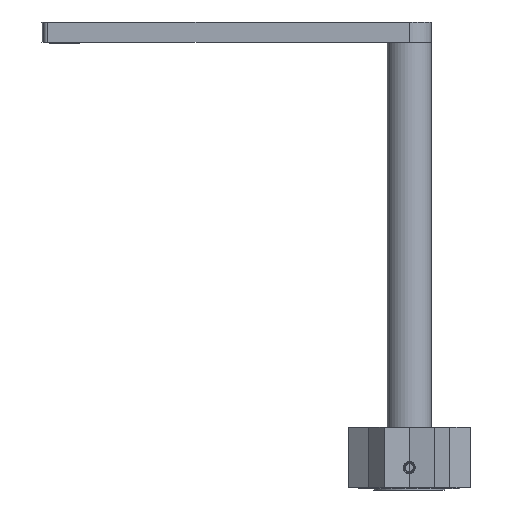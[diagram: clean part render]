
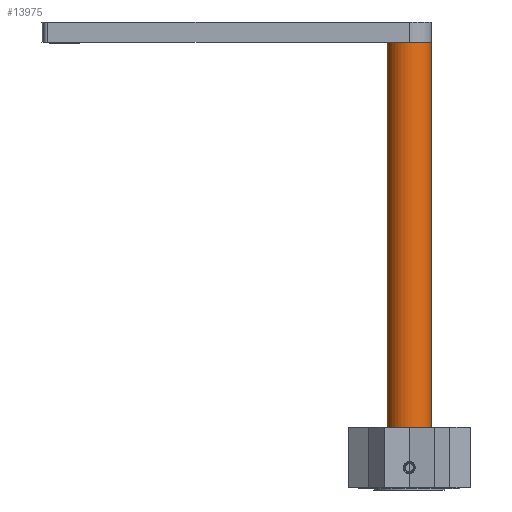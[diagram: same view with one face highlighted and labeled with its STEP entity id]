
A CAD part, left-side view. The second image highlights one B-rep face of the part: STEP entity #13975.
In plain terms, the highlighted cylindrical face has radius 11 mm (diameter 22 mm), a partial arc.
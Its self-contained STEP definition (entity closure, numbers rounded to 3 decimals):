
#13887=CARTESIAN_POINT('Axis2P3D Location',(0.,0.,130.15)) ;
#13892=CARTESIAN_POINT('Line Origine',(0.,11.,130.15)) ;
#13896=CARTESIAN_POINT('Vertex',(0.,11.,238.3)) ;
#13898=CARTESIAN_POINT('Vertex',(0.,11.,22.)) ;
#13905=CARTESIAN_POINT('Vertex',(0.,-11.,238.3)) ;
#13908=CARTESIAN_POINT('Line Origine',(0.,-11.,130.15)) ;
#13912=CARTESIAN_POINT('Vertex',(0.,-11.,22.)) ;
#13936=CARTESIAN_POINT('Control Point',(0.,-11.,238.3)) ;
#13937=CARTESIAN_POINT('Control Point',(-1.728,-11.,238.3)) ;
#13938=CARTESIAN_POINT('Control Point',(-3.456,-10.661,238.3)) ;
#13939=CARTESIAN_POINT('Control Point',(-5.095,-9.982,238.3)) ;
#13940=CARTESIAN_POINT('Control Point',(-8.018,-8.018,238.3)) ;
#13941=CARTESIAN_POINT('Control Point',(-9.982,-5.095,238.3)) ;
#13942=CARTESIAN_POINT('Control Point',(-10.661,-3.456,238.3)) ;
#13943=CARTESIAN_POINT('Control Point',(-11.339,0.,238.3)) ;
#13944=CARTESIAN_POINT('Control Point',(-10.661,3.456,238.3)) ;
#13945=CARTESIAN_POINT('Control Point',(-9.982,5.095,238.3)) ;
#13946=CARTESIAN_POINT('Control Point',(-8.018,8.018,238.3)) ;
#13947=CARTESIAN_POINT('Control Point',(-5.095,9.982,238.3)) ;
#13948=CARTESIAN_POINT('Control Point',(-3.456,10.661,238.3)) ;
#13949=CARTESIAN_POINT('Control Point',(-1.728,11.,238.3)) ;
#13950=CARTESIAN_POINT('Control Point',(0.,11.,238.3)) ;
#13953=CARTESIAN_POINT('Control Point',(0.,-11.,22.)) ;
#13954=CARTESIAN_POINT('Control Point',(-1.728,-11.,22.)) ;
#13955=CARTESIAN_POINT('Control Point',(-3.456,-10.661,22.)) ;
#13956=CARTESIAN_POINT('Control Point',(-5.095,-9.982,22.)) ;
#13957=CARTESIAN_POINT('Control Point',(-8.018,-8.018,22.)) ;
#13958=CARTESIAN_POINT('Control Point',(-9.982,-5.095,22.)) ;
#13959=CARTESIAN_POINT('Control Point',(-10.661,-3.456,22.)) ;
#13960=CARTESIAN_POINT('Control Point',(-11.339,0.,22.)) ;
#13961=CARTESIAN_POINT('Control Point',(-10.661,3.456,22.)) ;
#13962=CARTESIAN_POINT('Control Point',(-9.982,5.095,22.)) ;
#13963=CARTESIAN_POINT('Control Point',(-8.018,8.018,22.)) ;
#13964=CARTESIAN_POINT('Control Point',(-5.095,9.982,22.)) ;
#13965=CARTESIAN_POINT('Control Point',(-3.456,10.661,22.)) ;
#13966=CARTESIAN_POINT('Control Point',(-1.728,11.,22.)) ;
#13967=CARTESIAN_POINT('Control Point',(0.,11.,22.)) ;
#13894=VECTOR('Line Direction',#13893,1.) ;
#13910=VECTOR('Line Direction',#13909,1.) ;
#13888=DIRECTION('Axis2P3D Direction',(0.,0.,-1.)) ;
#13889=DIRECTION('Axis2P3D XDirection',(0.,1.,0.)) ;
#13893=DIRECTION('Vector Direction',(0.,0.,-1.)) ;
#13909=DIRECTION('Vector Direction',(0.,0.,-1.)) ;
#13890=AXIS2_PLACEMENT_3D('Cylinder Axis2P3D',#13887,#13888,#13889) ;
#13895=LINE('Line',#13892,#13894) ;
#13911=LINE('Line',#13908,#13910) ;
#13891=CYLINDRICAL_SURFACE('generated cylinder',#13890,11.) ;
#13900=EDGE_CURVE('',#13897,#13899,#13895,.T.) ;
#13914=EDGE_CURVE('',#13906,#13913,#13911,.T.) ;
#13951=EDGE_CURVE('',#13906,#13897,#13935,.T.) ;
#13968=EDGE_CURVE('',#13913,#13899,#13952,.T.) ;
#13970=ORIENTED_EDGE('',*,*,#13914,.F.) ;
#13971=ORIENTED_EDGE('',*,*,#13951,.T.) ;
#13972=ORIENTED_EDGE('',*,*,#13900,.T.) ;
#13973=ORIENTED_EDGE('',*,*,#13968,.F.) ;
#13969=EDGE_LOOP('',(#13970,#13971,#13972,#13973)) ;
#13897=VERTEX_POINT('',#13896) ;
#13899=VERTEX_POINT('',#13898) ;
#13906=VERTEX_POINT('',#13905) ;
#13913=VERTEX_POINT('',#13912) ;
#13975=ADVANCED_FACE('P46975.1\\PartBody.1',(#13974),#13891,.T.) ;
#13935=B_SPLINE_CURVE_WITH_KNOTS('',5,(#13936,#13937,#13938,#13939,#13940,#13941,#13942,#13943,#13944,#13945,#13946,#13947,#13948,#13949,#13950),.UNSPECIFIED.,.F.,.U.,(6,3,3,3,6),(-17.279,-8.639,0.,8.639,17.279),.UNSPECIFIED.) ;
#13952=B_SPLINE_CURVE_WITH_KNOTS('',5,(#13953,#13954,#13955,#13956,#13957,#13958,#13959,#13960,#13961,#13962,#13963,#13964,#13965,#13966,#13967),.UNSPECIFIED.,.F.,.U.,(6,3,3,3,6),(-17.279,-8.639,0.,8.639,17.279),.UNSPECIFIED.) ;
#13974=FACE_OUTER_BOUND('',#13969,.T.) ;
